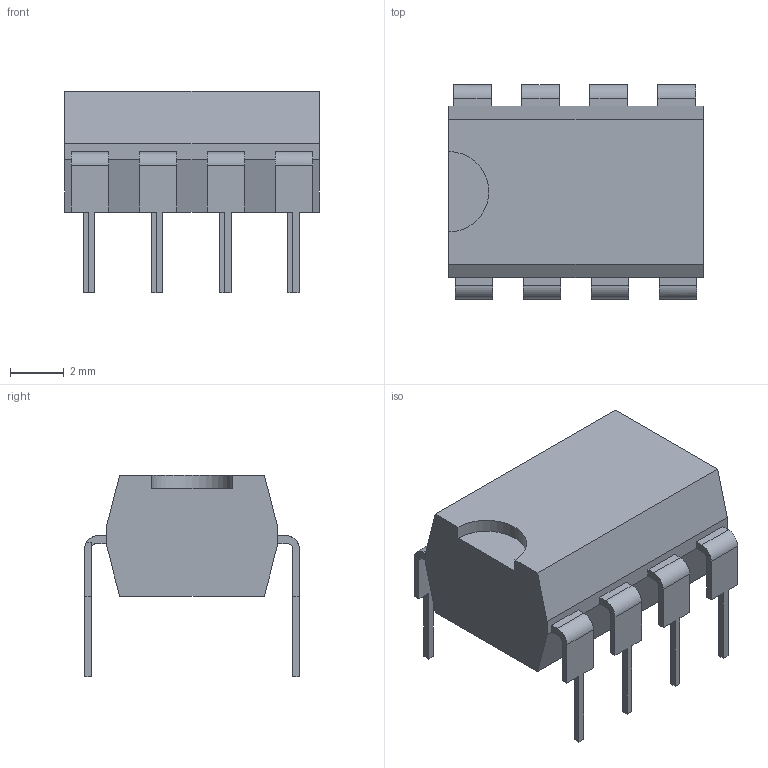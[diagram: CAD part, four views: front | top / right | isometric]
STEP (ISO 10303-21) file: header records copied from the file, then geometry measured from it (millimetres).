
FILE_DESCRIPTION(/* description */ (''),/* implementation_level */ '2;1');
FILE_NAME(/* name */ 'dip8 v3.step',/* time_stamp */ '2021-05-19T23:52:44+03:00',/* author */ (''),/* organization */ (''),/* preprocessor_version */ 'ST-DEVELOPER v18.1',/* originating_system */ 'Autodesk Translation Framework v10.6.0.1341',/* authorisation */ '');
FILE_SCHEMA (('AUTOMOTIVE_DESIGN { 1 0 10303 214 3 1 1 }'));
Length unit declared in the file: millimetre
Products named in the file (1): dip8
Bounding box: 9.5 x 8 x 7.5 mm (x, y, z)
Volume: 262.4 mm3; surface area: 345 mm2
Topology: 9 solids, 9 shells, 130 faces, 336 edges, 224 vertices
Faces by surface type: plane 113, cylinder 9, bspline 8
Entity records: 4293 total; most frequent: CARTESIAN_POINT 1099, ORIENTED_EDGE 672, DIRECTION 588, EDGE_CURVE 336, LINE 298, VECTOR 298, VERTEX_POINT 224, AXIS2_PLACEMENT_3D 145
